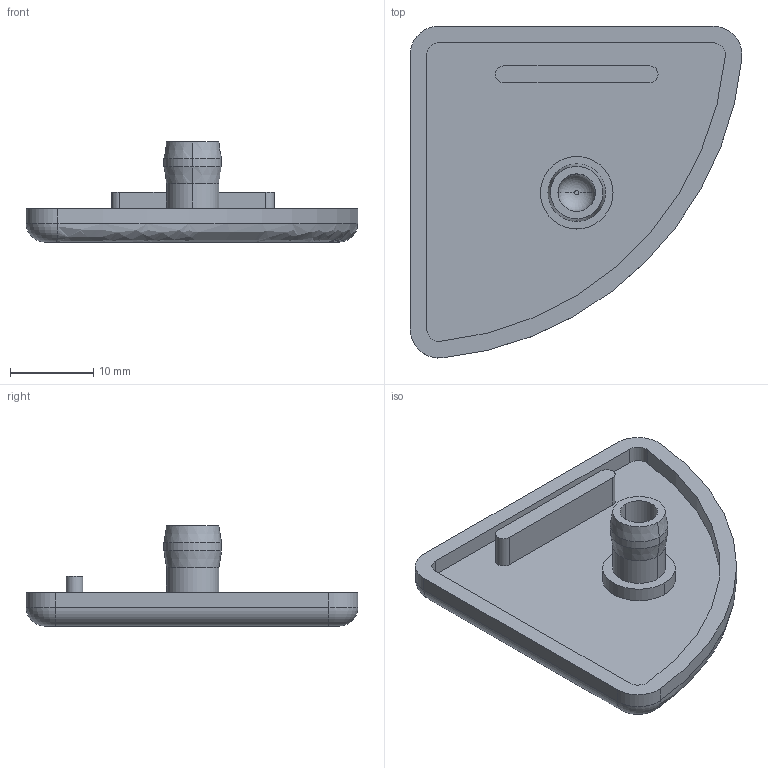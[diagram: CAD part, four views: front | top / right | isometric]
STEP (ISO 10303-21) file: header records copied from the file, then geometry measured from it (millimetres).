
FILE_DESCRIPTION (( 'STEP AP214' ), '1' );
FILE_NAME ('SZ0017S Profile Cap 40x40 R90.STEP', '2021-10-21T11:56:21', ( '' ), ( '' ), 'SwSTEP 2.0', 'SolidWorks 2021', '' );
FILE_SCHEMA (( 'AUTOMOTIVE_DESIGN' ));
Length unit declared in the file: millimetre
Products named in the file (1): SZ0017S Profile Cap 40x40 R90
Bounding box: 39.82 x 39.82 x 12 mm (x, y, z)
Volume: 3288.4 mm3; surface area: 3644 mm2
Topology: 1 solids, 1 shells, 44 faces, 99 edges, 62 vertices
Faces by surface type: cylinder 21, plane 13, torus 5, cone 4, bspline 1
Entity records: 1492 total; most frequent: CARTESIAN_POINT 444, DIRECTION 231, ORIENTED_EDGE 198, EDGE_CURVE 99, AXIS2_PLACEMENT_3D 94, VERTEX_POINT 62, CIRCLE 50, EDGE_LOOP 49
